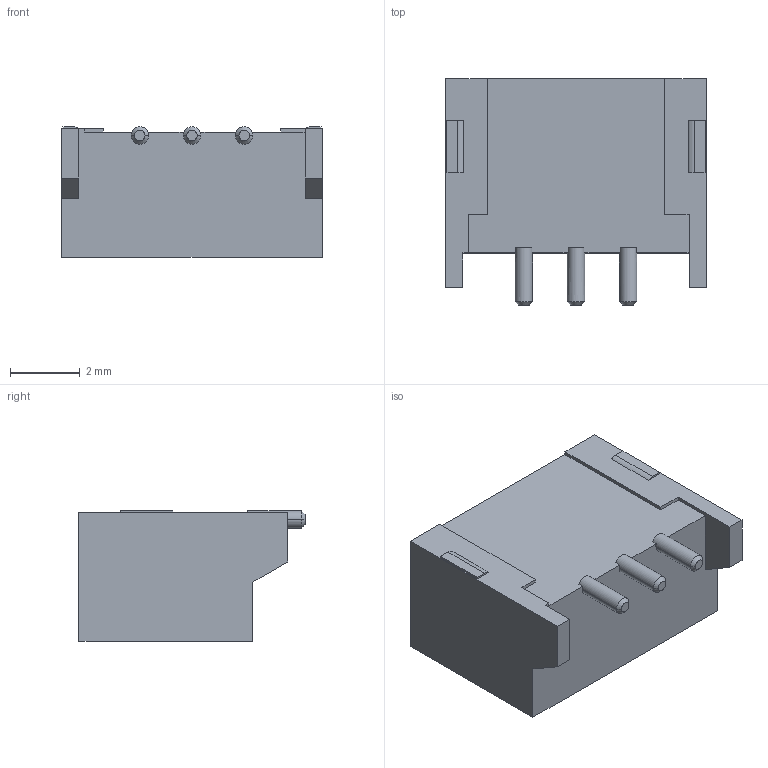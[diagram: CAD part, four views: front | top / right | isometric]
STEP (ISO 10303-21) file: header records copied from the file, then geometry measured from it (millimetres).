
FILE_DESCRIPTION(('CoCreate Modeling STEP Export'),'2;1');
FILE_NAME('WB1519H-03XXC.stp','2021-10-09T 9:17:15',(''),(''),'CoCreate Modeling STEP processor for AP214 (Solid Model)','CoCreate Modeling 16.00 13-May-2008 (C) Parametric Technology GmbH','');
FILE_SCHEMA(('AUTOMOTIVE_DESIGN { 1 0 10303 214 1 1 1 1 }'));
Length unit declared in the file: millimetre
Products named in the file (3): WB1519H-03; WB1519H-03XXC
Assembly tree (2 placements, depth 2):
  WB1519H-03XXC
    WB1519H-03XXC
    WB1519H-03
Bounding box: 7.5 x 6.5 x 3.75 mm (x, y, z)
Volume: 90.4 mm3; surface area: 248.7 mm2
Topology: 1 solids, 1 shells, 101 faces, 331 edges, 304 vertices
Faces by surface type: plane 71, cylinder 18, cone 12
Entity records: 3428 total; most frequent: CARTESIAN_POINT 695, ORIENTED_EDGE 526, DIRECTION 523, VECTOR 275, LINE 275, EDGE_CURVE 263, VERTEX_POINT 168, AXIS2_PLACEMENT_3D 124
